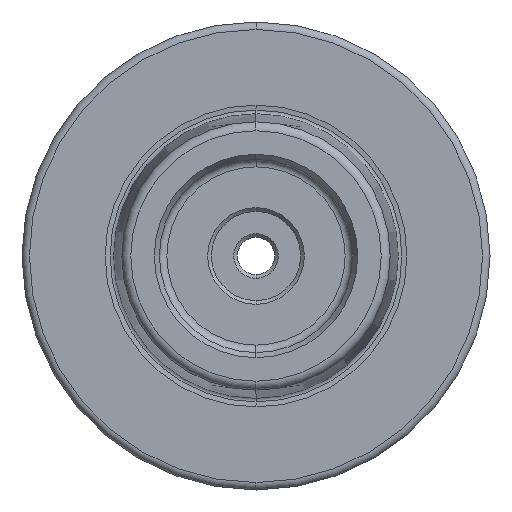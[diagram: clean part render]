
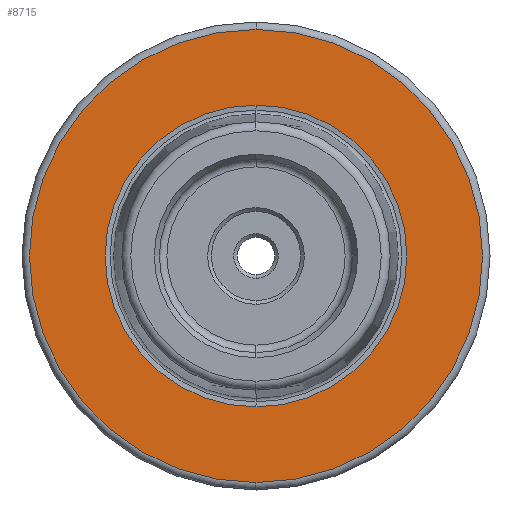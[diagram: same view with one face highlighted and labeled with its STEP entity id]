
A CAD part, left-side view. The second image highlights one B-rep face of the part: STEP entity #8715.
In plain terms, the highlighted planar face has unit normal (-1, 0, 0).
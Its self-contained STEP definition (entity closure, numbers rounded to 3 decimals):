
#67 = CARTESIAN_POINT ( 'NONE',  ( 0., 0., 0. ) ) ;
#71 = DIRECTION ( 'NONE',  ( -1., 0., 0. ) ) ;
#73 = DIRECTION ( 'NONE',  ( 0., 0., 1. ) ) ;
#372 = CARTESIAN_POINT ( 'NONE',  ( 0., 0., 0. ) ) ;
#374 = DIRECTION ( 'NONE',  ( 1., 0., 0. ) ) ;
#377 = DIRECTION ( 'NONE',  ( 0., 0., -1. ) ) ;
#499 = EDGE_CURVE ( 'NONE', #9222, #9184, #9682, .T. ) ;
#527 = EDGE_CURVE ( 'NONE', #9184, #9222, #9698, .T. ) ;
#548 = EDGE_CURVE ( 'NONE', #9211, #9225, #9739, .T. ) ;
#731 = EDGE_CURVE ( 'NONE', #9225, #9211, #9922, .T. ) ;
#1383 = CARTESIAN_POINT ( 'NONE',  ( 0., 0., 0. ) ) ;
#1384 = DIRECTION ( 'NONE',  ( 0., 0., 1. ) ) ;
#1393 = DIRECTION ( 'NONE',  ( -1., 0., 0. ) ) ;
#1562 = ORIENTED_EDGE ( 'NONE', *, *, #548, .T. ) ;
#1592 = ORIENTED_EDGE ( 'NONE', *, *, #527, .T. ) ;
#1597 = ORIENTED_EDGE ( 'NONE', *, *, #499, .T. ) ;
#1599 = ORIENTED_EDGE ( 'NONE', *, *, #731, .T. ) ;
#1769 = AXIS2_PLACEMENT_3D ( 'NONE', #1383, #1393, #1384 ) ;
#1777 = AXIS2_PLACEMENT_3D ( 'NONE', #372, #374, #377 ) ;
#1788 = AXIS2_PLACEMENT_3D ( 'NONE', #67, #71, #73 ) ;
#1848 = AXIS2_PLACEMENT_3D ( 'NONE', #2816, #2824, #2826 ) ;
#1862 = AXIS2_PLACEMENT_3D ( 'NONE', #3653, #3626, #3627 ) ;
#2816 = CARTESIAN_POINT ( 'NONE',  ( 0., 0., 0. ) ) ;
#2824 = DIRECTION ( 'NONE',  ( 1., 0., 0. ) ) ;
#2826 = DIRECTION ( 'NONE',  ( 0., 0., -1. ) ) ;
#3626 = DIRECTION ( 'NONE',  ( -1., 0., 0. ) ) ;
#3627 = DIRECTION ( 'NONE',  ( 0., 0., 1. ) ) ;
#3648 = PLANE ( 'NONE',  #1862 ) ;
#3653 = CARTESIAN_POINT ( 'NONE',  ( 0., 20.308, 0. ) ) ;
#8252 = CARTESIAN_POINT ( 'NONE',  ( 0., 0., 30.5 ) ) ;
#8338 = CARTESIAN_POINT ( 'NONE',  ( 0., 0., -20.308 ) ) ;
#8346 = CARTESIAN_POINT ( 'NONE',  ( 0., 0., -30.5 ) ) ;
#8351 = CARTESIAN_POINT ( 'NONE',  ( 0., 0., 20.308 ) ) ;
#8715 = ADVANCED_FACE ( 'NONE', ( #9475, #9446 ), #3648, .T. ) ;
#9184 = VERTEX_POINT ( 'NONE', #8252 ) ;
#9188 = EDGE_LOOP ( 'NONE', ( #1592, #1597 ) ) ;
#9200 = EDGE_LOOP ( 'NONE', ( #1599, #1562 ) ) ;
#9211 = VERTEX_POINT ( 'NONE', #8338 ) ;
#9222 = VERTEX_POINT ( 'NONE', #8346 ) ;
#9225 = VERTEX_POINT ( 'NONE', #8351 ) ;
#9446 = FACE_BOUND ( 'NONE', #9200, .T. ) ;
#9475 = FACE_OUTER_BOUND ( 'NONE', #9188, .T. ) ;
#9682 = CIRCLE ( 'NONE', #1769, 30.5 ) ;
#9698 = CIRCLE ( 'NONE', #1788, 30.5 ) ;
#9739 = CIRCLE ( 'NONE', #1777, 20.308 ) ;
#9922 = CIRCLE ( 'NONE', #1848, 20.308 ) ;
